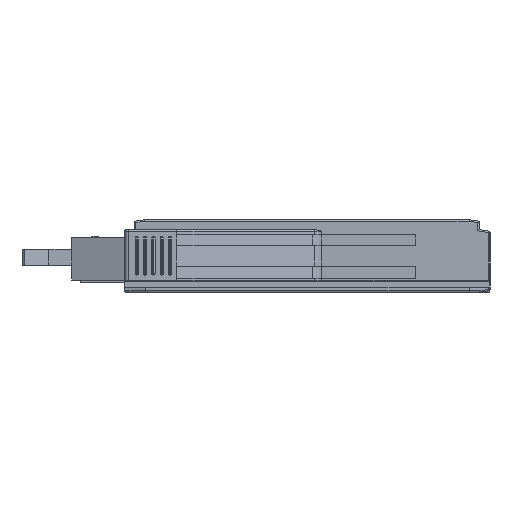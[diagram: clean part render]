
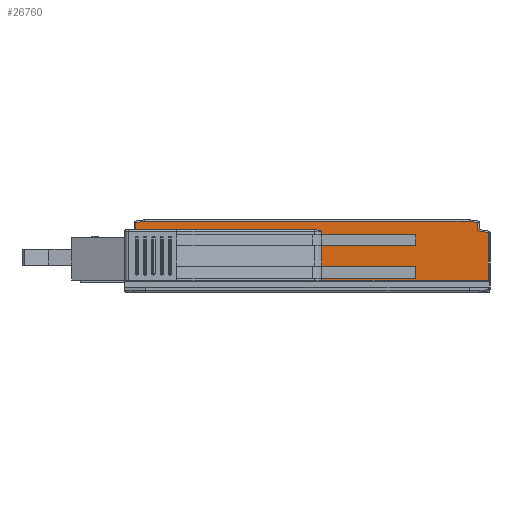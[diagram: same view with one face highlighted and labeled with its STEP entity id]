
A CAD part, left-side view. The second image highlights one B-rep face of the part: STEP entity #26760.
In plain terms, the highlighted planar face has unit normal (-1, 0, 0).
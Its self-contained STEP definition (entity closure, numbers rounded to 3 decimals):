
#1912=DIRECTION('',(0.,0.,1.));
#1913=VECTOR('',#1912,9.142);
#1914=CARTESIAN_POINT('',(-44.5,0.3,-3.7));
#1915=LINE('',#1914,#1913);
#2568=DIRECTION('',(0.,-1.,0.));
#2569=VECTOR('',#2568,34.085);
#2570=CARTESIAN_POINT('',(-44.5,67.9,6.));
#2571=LINE('',#2570,#2569);
#8002=DIRECTION('',(0.,1.,0.));
#8003=VECTOR('',#8002,18.034);
#8004=CARTESIAN_POINT('',(-44.5,14.2,5.));
#8005=LINE('',#8004,#8003);
#8006=DIRECTION('',(0.,0.,1.));
#8007=VECTOR('',#8006,0.7);
#8008=CARTESIAN_POINT('',(-44.5,32.234,5.));
#8009=LINE('',#8008,#8007);
#8010=CARTESIAN_POINT('',(-44.5,33.815,6.));
#8011=CARTESIAN_POINT('',(-44.5,33.781,6.));
#8012=CARTESIAN_POINT('',(-44.5,33.747,5.999));
#8013=CARTESIAN_POINT('',(-44.5,33.713,5.998));
#8015=DIRECTION('',(0.,0.,-1.));
#8016=VECTOR('',#8015,1.342);
#8017=CARTESIAN_POINT('',(-44.5,67.9,7.342));
#8018=LINE('',#8017,#8016);
#8019=DIRECTION('',(0.,0.989,-0.148));
#8020=VECTOR('',#8019,1.742);
#8021=CARTESIAN_POINT('',(-44.5,66.178,7.6));
#8022=LINE('',#8021,#8020);
#8023=DIRECTION('',(0.,1.,0.));
#8024=VECTOR('',#8023,62.155);
#8025=CARTESIAN_POINT('',(-44.5,4.022,7.6));
#8026=LINE('',#8025,#8024);
#8027=DIRECTION('',(0.,0.989,0.148));
#8028=VECTOR('',#8027,1.742);
#8029=CARTESIAN_POINT('',(-44.5,2.3,7.342));
#8030=LINE('',#8029,#8028);
#8031=DIRECTION('',(0.,0.,1.));
#8032=VECTOR('',#8031,1.6);
#8033=CARTESIAN_POINT('',(-44.5,2.3,5.742));
#8034=LINE('',#8033,#8032);
#8035=DIRECTION('',(0.,0.989,0.148));
#8036=VECTOR('',#8035,2.022);
#8037=CARTESIAN_POINT('',(-44.5,0.3,5.442));
#8038=LINE('',#8037,#8036);
#8039=DIRECTION('',(0.,-1.,0.));
#8040=VECTOR('',#8039,31.934);
#8041=CARTESIAN_POINT('',(-44.5,32.234,-3.7));
#8042=LINE('',#8041,#8040);
#8043=DIRECTION('',(0.,0.,1.));
#8044=VECTOR('',#8043,0.4);
#8045=CARTESIAN_POINT('',(-44.5,32.234,-3.7));
#8046=LINE('',#8045,#8044);
#8047=DIRECTION('',(0.,-1.,0.));
#8048=VECTOR('',#8047,18.034);
#8049=CARTESIAN_POINT('',(-44.5,32.234,-3.3));
#8050=LINE('',#8049,#8048);
#8051=DIRECTION('',(0.,0.,1.));
#8052=VECTOR('',#8051,2.3);
#8053=CARTESIAN_POINT('',(-44.5,14.2,-3.3));
#8054=LINE('',#8053,#8052);
#8055=DIRECTION('',(0.,1.,0.));
#8056=VECTOR('',#8055,18.034);
#8057=CARTESIAN_POINT('',(-44.5,14.2,-1.));
#8058=LINE('',#8057,#8056);
#8059=DIRECTION('',(0.,0.,1.));
#8060=VECTOR('',#8059,4.);
#8061=CARTESIAN_POINT('',(-44.5,32.234,-1.));
#8062=LINE('',#8061,#8060);
#8063=DIRECTION('',(0.,-1.,0.));
#8064=VECTOR('',#8063,18.034);
#8065=CARTESIAN_POINT('',(-44.5,32.234,3.));
#8066=LINE('',#8065,#8064);
#8067=DIRECTION('',(0.,0.,1.));
#8068=VECTOR('',#8067,2.);
#8069=CARTESIAN_POINT('',(-44.5,14.2,3.));
#8070=LINE('',#8069,#8068);
#9059=CARTESIAN_POINT('',(-44.5,33.713,5.998));
#9060=CARTESIAN_POINT('',(-44.5,33.606,5.993));
#9061=CARTESIAN_POINT('',(-44.5,33.384,5.971));
#9062=CARTESIAN_POINT('',(-44.5,33.027,5.905));
#9063=CARTESIAN_POINT('',(-44.5,32.644,5.812));
#9064=CARTESIAN_POINT('',(-44.5,32.374,5.738));
#9065=CARTESIAN_POINT('',(-44.5,32.234,5.7));
#12469=CARTESIAN_POINT('',(-44.5,32.234,-3.7));
#12471=VERTEX_POINT('',#12469);
#12508=CARTESIAN_POINT('',(-44.5,0.3,-3.7));
#12509=VERTEX_POINT('',#12508);
#13125=CARTESIAN_POINT('',(-44.5,2.3,7.342));
#13126=VERTEX_POINT('',#13125);
#13129=CARTESIAN_POINT('',(-44.5,4.022,7.6));
#13130=VERTEX_POINT('',#13129);
#13133=CARTESIAN_POINT('',(-44.5,66.178,7.6));
#13134=VERTEX_POINT('',#13133);
#13141=CARTESIAN_POINT('',(-44.5,67.9,7.342));
#13142=VERTEX_POINT('',#13141);
#13175=CARTESIAN_POINT('',(-44.5,67.9,6.));
#13176=VERTEX_POINT('',#13175);
#13177=CARTESIAN_POINT('',(-44.5,2.3,5.742));
#13178=VERTEX_POINT('',#13177);
#13216=CARTESIAN_POINT('',(-44.5,0.3,5.442));
#13218=VERTEX_POINT('',#13216);
#13351=CARTESIAN_POINT('',(-44.5,14.2,-3.3));
#13352=CARTESIAN_POINT('',(-44.5,14.2,-1.));
#13353=VERTEX_POINT('',#13351);
#13354=VERTEX_POINT('',#13352);
#13367=CARTESIAN_POINT('',(-44.5,14.2,3.));
#13368=CARTESIAN_POINT('',(-44.5,14.2,5.));
#13369=VERTEX_POINT('',#13367);
#13370=VERTEX_POINT('',#13368);
#13388=CARTESIAN_POINT('',(-44.5,33.815,6.));
#13390=VERTEX_POINT('',#13388);
#13391=VERTEX_POINT('',#8013);
#13410=CARTESIAN_POINT('',(-44.5,32.234,5.7));
#13411=VERTEX_POINT('',#13410);
#13413=CARTESIAN_POINT('',(-44.5,32.234,-1.));
#13415=VERTEX_POINT('',#13413);
#13417=CARTESIAN_POINT('',(-44.5,32.234,-3.3));
#13419=VERTEX_POINT('',#13417);
#13429=CARTESIAN_POINT('',(-44.5,32.234,3.));
#13431=VERTEX_POINT('',#13429);
#13433=CARTESIAN_POINT('',(-44.5,32.234,5.));
#13435=VERTEX_POINT('',#13433);
#26717=CARTESIAN_POINT('',(-44.5,0.,1.3));
#26718=DIRECTION('',(1.,0.,0.));
#26719=DIRECTION('',(0.,1.,0.));
#26720=AXIS2_PLACEMENT_3D('',#26717,#26718,#26719);
#26721=PLANE('',#26720);
#26723=ORIENTED_EDGE('',*,*,#26722,.T.);
#26725=ORIENTED_EDGE('',*,*,#26724,.T.);
#26727=ORIENTED_EDGE('',*,*,#26726,.F.);
#26729=ORIENTED_EDGE('',*,*,#26728,.F.);
#26730=ORIENTED_EDGE('',*,*,#17253,.F.);
#26732=ORIENTED_EDGE('',*,*,#26731,.F.);
#26734=ORIENTED_EDGE('',*,*,#26733,.F.);
#26736=ORIENTED_EDGE('',*,*,#26735,.F.);
#26738=ORIENTED_EDGE('',*,*,#26737,.F.);
#26739=ORIENTED_EDGE('',*,*,#26707,.F.);
#26741=ORIENTED_EDGE('',*,*,#26740,.F.);
#26742=ORIENTED_EDGE('',*,*,#16682,.F.);
#26743=ORIENTED_EDGE('',*,*,#16710,.F.);
#26745=ORIENTED_EDGE('',*,*,#26744,.T.);
#26747=ORIENTED_EDGE('',*,*,#26746,.T.);
#26749=ORIENTED_EDGE('',*,*,#26748,.T.);
#26751=ORIENTED_EDGE('',*,*,#26750,.T.);
#26753=ORIENTED_EDGE('',*,*,#26752,.T.);
#26755=ORIENTED_EDGE('',*,*,#26754,.T.);
#26757=ORIENTED_EDGE('',*,*,#26756,.T.);
#26758=EDGE_LOOP('',(#26723,#26725,#26727,#26729,#26730,#26732,#26734,#26736,
#26738,#26739,#26741,#26742,#26743,#26745,#26747,#26749,#26751,#26753,#26755,
#26757));
#26759=FACE_OUTER_BOUND('',#26758,.F.);
#26760=ADVANCED_FACE('',(#26759),#26721,.F.);
#8014=B_SPLINE_CURVE_WITH_KNOTS('',3,(#8010,#8011,#8012,#8013),.UNSPECIFIED.,
.F.,.F.,(4,4),(0.,1.),.UNSPECIFIED.);
#9066=B_SPLINE_CURVE_WITH_KNOTS('',3,(#9059,#9060,#9061,#9062,#9063,#9064,
#9065),.UNSPECIFIED.,.F.,.F.,(4,1,1,1,4),(0.,0.25,0.5,0.75,1.),
.UNSPECIFIED.);
#16682=EDGE_CURVE('',#12509,#13218,#1915,.T.);
#16710=EDGE_CURVE('',#12471,#12509,#8042,.T.);
#17253=EDGE_CURVE('',#13176,#13390,#2571,.T.);
#26707=EDGE_CURVE('',#13178,#13126,#8034,.T.);
#26722=EDGE_CURVE('',#13370,#13435,#8005,.T.);
#26724=EDGE_CURVE('',#13435,#13411,#8009,.T.);
#26726=EDGE_CURVE('',#13391,#13411,#9066,.T.);
#26728=EDGE_CURVE('',#13390,#13391,#8014,.T.);
#26731=EDGE_CURVE('',#13142,#13176,#8018,.T.);
#26733=EDGE_CURVE('',#13134,#13142,#8022,.T.);
#26735=EDGE_CURVE('',#13130,#13134,#8026,.T.);
#26737=EDGE_CURVE('',#13126,#13130,#8030,.T.);
#26740=EDGE_CURVE('',#13218,#13178,#8038,.T.);
#26744=EDGE_CURVE('',#12471,#13419,#8046,.T.);
#26746=EDGE_CURVE('',#13419,#13353,#8050,.T.);
#26748=EDGE_CURVE('',#13353,#13354,#8054,.T.);
#26750=EDGE_CURVE('',#13354,#13415,#8058,.T.);
#26752=EDGE_CURVE('',#13415,#13431,#8062,.T.);
#26754=EDGE_CURVE('',#13431,#13369,#8066,.T.);
#26756=EDGE_CURVE('',#13369,#13370,#8070,.T.);
